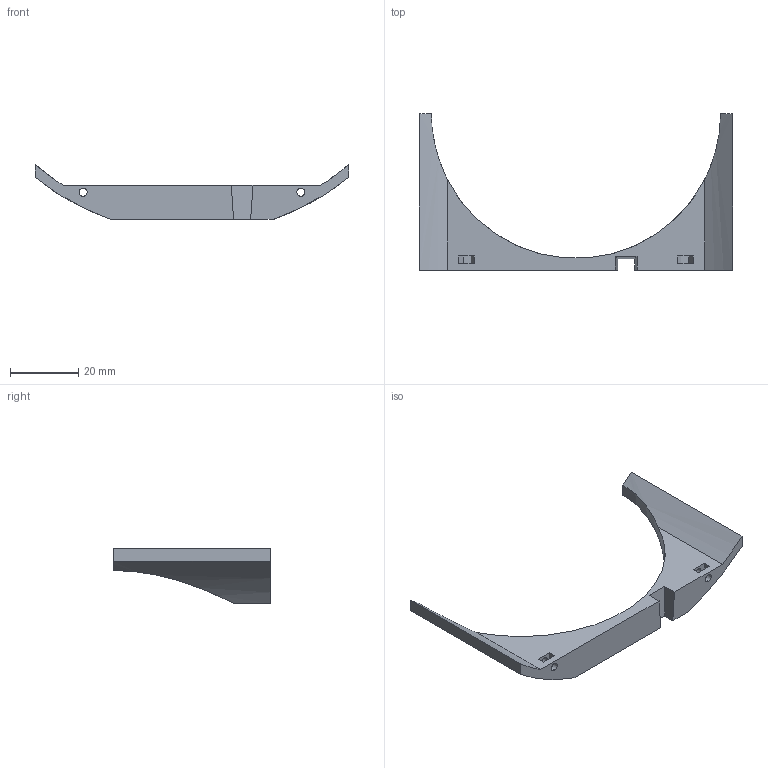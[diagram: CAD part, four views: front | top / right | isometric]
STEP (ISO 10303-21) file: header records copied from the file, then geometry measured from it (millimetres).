
FILE_DESCRIPTION (( 'STEP AP214' ), '1' );
FILE_NAME ('caseTopB.STEP', '2025-12-12T14:33:46', ( '' ), ( '' ), 'SwSTEP 2.0', 'SolidWorks 2026', '' );
FILE_SCHEMA (( 'AUTOMOTIVE_DESIGN' ));
Length unit declared in the file: millimetre
Products named in the file (1): caseTopB
Bounding box: 92 x 46 x 16.1 mm (x, y, z)
Volume: 7804.2 mm3; surface area: 5517 mm2
Topology: 1 solids, 1 shells, 38 faces, 102 edges, 68 vertices
Faces by surface type: plane 25, cylinder 13
Entity records: 1365 total; most frequent: CARTESIAN_POINT 363, ORIENTED_EDGE 204, DIRECTION 194, EDGE_CURVE 102, LINE 72, VECTOR 72, VERTEX_POINT 68, AXIS2_PLACEMENT_3D 61
